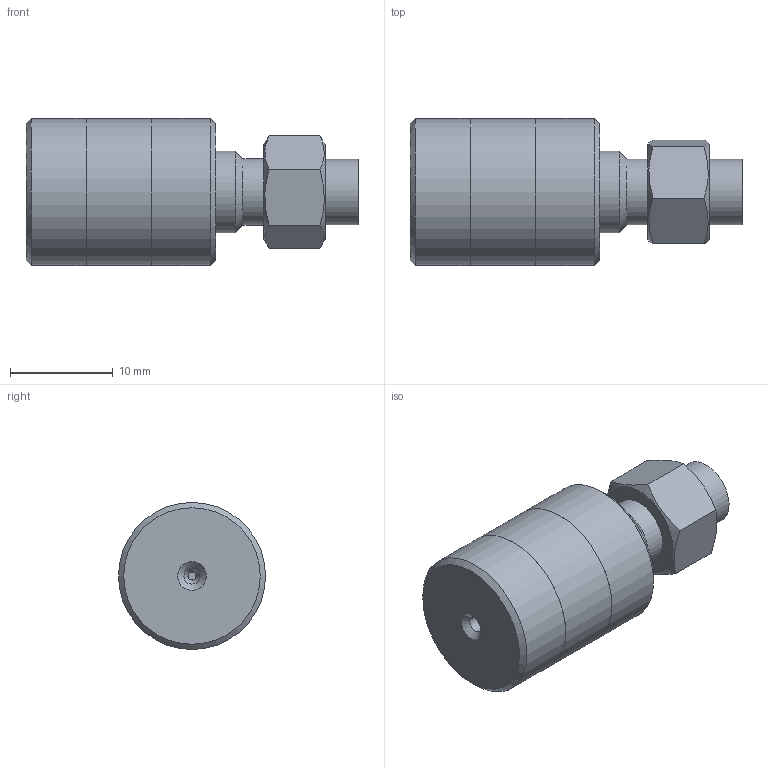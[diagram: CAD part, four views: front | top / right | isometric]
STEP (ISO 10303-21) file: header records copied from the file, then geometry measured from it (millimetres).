
FILE_DESCRIPTION((''),'2;1');
FILE_NAME('313164-EN2SI Septum injector nut.stp','2013-08-23T12:50:35',('Franzp'),(''),'Autodesk Inventor 2013','Autodesk Inventor 2013','');
FILE_SCHEMA(('AUTOMOTIVE_DESIGN { 1 0 10303 214 1 1 1 1 }'));
Length unit declared in the file: millimetre
Products named in the file (1): 313164_Shrinkwrap_1
Bounding box: 32.24 x 14.27 x 14.27 mm (x, y, z)
Surface area: 1823.3 mm2 (no closed solid volume)
Topology: 0 solids, 8 shells, 32 faces, 69 edges, 45 vertices
Faces by surface type: plane 14, cone 10, cylinder 8
Full cylindrical faces by diameter (mm): 1.575 x1, 3.962 x1, 6.35 x1, 6.42 x1, 7.938 x1, 14.26 x1, 14.275 x2
Entity records: 891 total; most frequent: CARTESIAN_POINT 184, DIRECTION 132, ORIENTED_EDGE 84, AXIS2_PLACEMENT_3D 63, EDGE_LOOP 56, EDGE_CURVE 49, VERTEX_POINT 43, FACE_OUTER_BOUND 32
